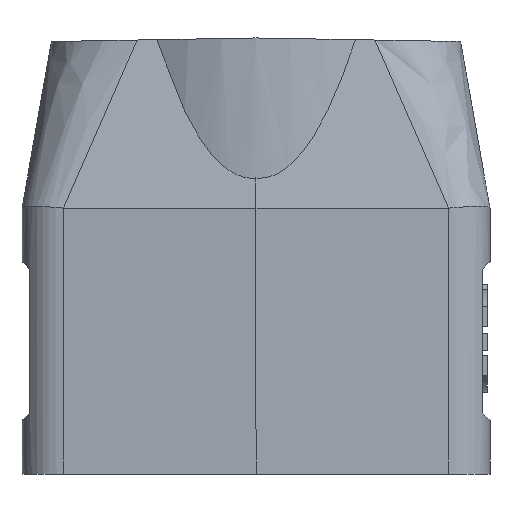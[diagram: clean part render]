
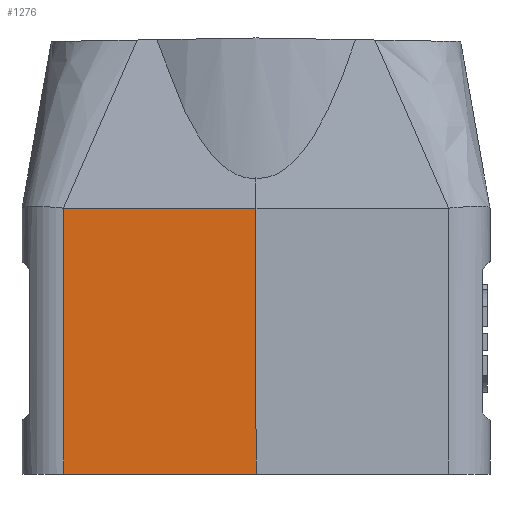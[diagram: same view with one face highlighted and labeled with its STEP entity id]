
A CAD part, left-side view. The second image highlights one B-rep face of the part: STEP entity #1276.
In plain terms, the highlighted planar face has unit normal (-1, 0.018, 0).
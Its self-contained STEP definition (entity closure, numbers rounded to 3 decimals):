
#1276=ADVANCED_FACE('',(#1589),#1453,.F.);
#1453=PLANE('',#4672);
#1589=FACE_OUTER_BOUND('',#1767,.T.);
#1767=EDGE_LOOP('',(#2802,#2803,#2804,#2805));
#2061=LINE('',#6016,#2395);
#2074=LINE('',#6054,#2408);
#2081=LINE('',#6119,#2415);
#2085=LINE('',#6126,#2419);
#2395=VECTOR('',#5013,1.);
#2408=VECTOR('',#5044,1.);
#2415=VECTOR('',#5073,1.);
#2419=VECTOR('',#5081,1.);
#2802=ORIENTED_EDGE('',*,*,#4055,.T.);
#2803=ORIENTED_EDGE('',*,*,#4036,.T.);
#2804=ORIENTED_EDGE('',*,*,#4017,.T.);
#2805=ORIENTED_EDGE('',*,*,#4059,.F.);
#3696=VERTEX_POINT('',#6014);
#3698=VERTEX_POINT('',#6017);
#3714=VERTEX_POINT('',#6055);
#3729=VERTEX_POINT('',#6120);
#4017=EDGE_CURVE('',#3698,#3696,#2061,.T.);
#4036=EDGE_CURVE('',#3714,#3698,#2074,.T.);
#4055=EDGE_CURVE('',#3729,#3714,#2081,.T.);
#4059=EDGE_CURVE('',#3729,#3696,#2085,.T.);
#4672=AXIS2_PLACEMENT_3D('',#6127,#5082,#5083);
#5013=DIRECTION('',(-0.017,-1.,0.));
#5044=DIRECTION('',(0.,0.,-1.));
#5073=DIRECTION('',(0.017,1.,0.));
#5081=DIRECTION('',(0.,0.,-1.));
#5082=DIRECTION('',(1.,-0.017,0.));
#5083=DIRECTION('',(0.017,1.,0.));
#6014=CARTESIAN_POINT('',(-19.5,0.,-0.95));
#6016=CARTESIAN_POINT('',(-19.116,22.,-0.95));
#6017=CARTESIAN_POINT('',(-19.185,18.07,-0.95));
#6054=CARTESIAN_POINT('',(-19.185,18.07,24.05));
#6055=CARTESIAN_POINT('',(-19.185,18.07,24.05));
#6119=CARTESIAN_POINT('',(-19.116,22.,24.05));
#6120=CARTESIAN_POINT('',(-19.5,0.,24.05));
#6126=CARTESIAN_POINT('',(-19.5,0.,24.05));
#6127=CARTESIAN_POINT('',(-19.116,22.,24.05));
